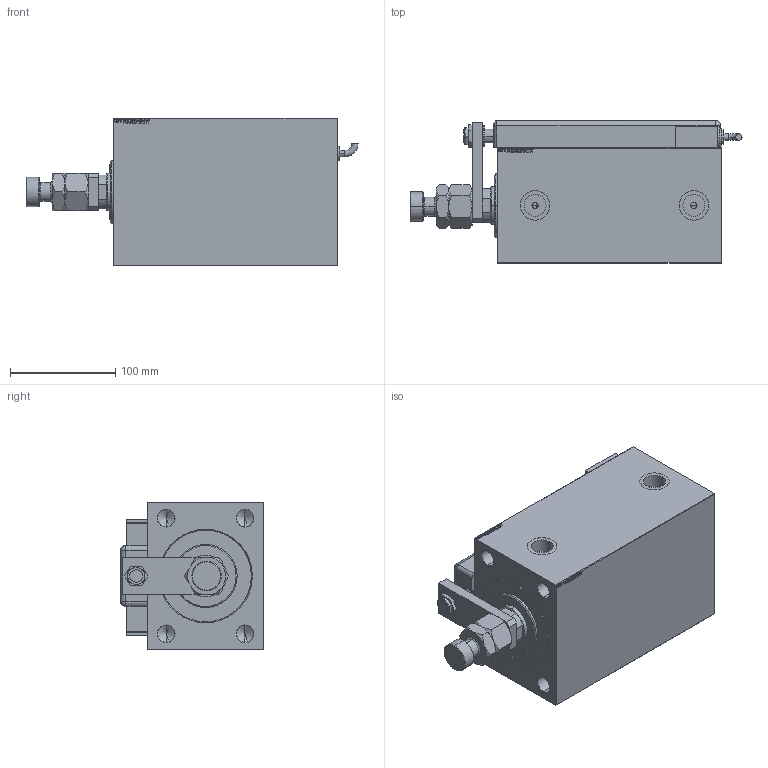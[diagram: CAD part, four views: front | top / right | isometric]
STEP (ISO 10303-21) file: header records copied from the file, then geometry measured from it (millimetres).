
FILE_DESCRIPTION (( 'STEP AP203' ), '1' );
FILE_NAME ('3c41.STEP', '2021-03-18T16:19:35', ( '' ), ( '' ), 'SwSTEP 2.0', 'SolidWorks 2019', '' );
FILE_SCHEMA (( 'CONFIG_CONTROL_DESIGN' ));
Length unit declared in the file: millimetre
Products named in the file (14): Q_T_W_MFA 5a980b8e781f70eac44f2525c77149a2; V450CM_B 5a980b8e781f70eac44f2525c77149a2; NUT_D13 5a980b8e781f70eac44f2525c77149a2; SWITCH Q 5a980b8e781f70eac44f2525c77149a2; KRYT 5a980b8e781f70eac44f2525c77149a2; TYC 5a980b8e781f70eac44f2525c77149a2; NUT_D19 5a980b8e781f70eac44f2525c77149a2; ZARAZKA_Q 5a980b8e781f70eac44f2525c77149a2; SWITCH DIM A_G 5a980b8e781f70eac44f2525c77149a2; MAGNETIC SWITCH Q 5a980b8e781f70eac44f2525c77149a2; V450CM_VC_B 5a980b8e781f70eac44f2525c77149a2; 3c41; SWITCH_Q_FRONT_BACK 5a980b8e781f70eac44f2525c77149a2; V450CM_B_VCP 5a980b8e781f70eac44f2525c77149a2
Assembly tree (14 placements, depth 3):
  3c41
    V450CM_B 5a980b8e781f70eac44f2525c77149a2
    V450CM_B_VCP 5a980b8e781f70eac44f2525c77149a2
    V450CM_VC_B 5a980b8e781f70eac44f2525c77149a2
    MAGNETIC SWITCH Q 5a980b8e781f70eac44f2525c77149a2
      SWITCH_Q_FRONT_BACK 5a980b8e781f70eac44f2525c77149a2
      TYC 5a980b8e781f70eac44f2525c77149a2
      ZARAZKA_Q 5a980b8e781f70eac44f2525c77149a2
      SWITCH DIM A_G 5a980b8e781f70eac44f2525c77149a2
      NUT_D19 5a980b8e781f70eac44f2525c77149a2
      NUT_D13 5a980b8e781f70eac44f2525c77149a2
      KRYT 5a980b8e781f70eac44f2525c77149a2
      SWITCH Q 5a980b8e781f70eac44f2525c77149a2  x2
    Q_T_W_MFA 5a980b8e781f70eac44f2525c77149a2
Bounding box: 315.76 x 135.8 x 140 mm (x, y, z)
Volume: 2983344 mm3; surface area: 361851.3 mm2
Topology: 14 solids, 14 shells, 1334 faces, 3358 edges, 2185 vertices
Faces by surface type: plane 628, bspline 471, cylinder 125, cone 82, torus 26, sphere 2
Entity records: 62522 total; most frequent: CARTESIAN_POINT 33084, ORIENTED_EDGE 6488, DIRECTION 4234, EDGE_CURVE 3244, VERTEX_POINT 2125, VECTOR 1888, LINE 1888, EDGE_LOOP 1467
